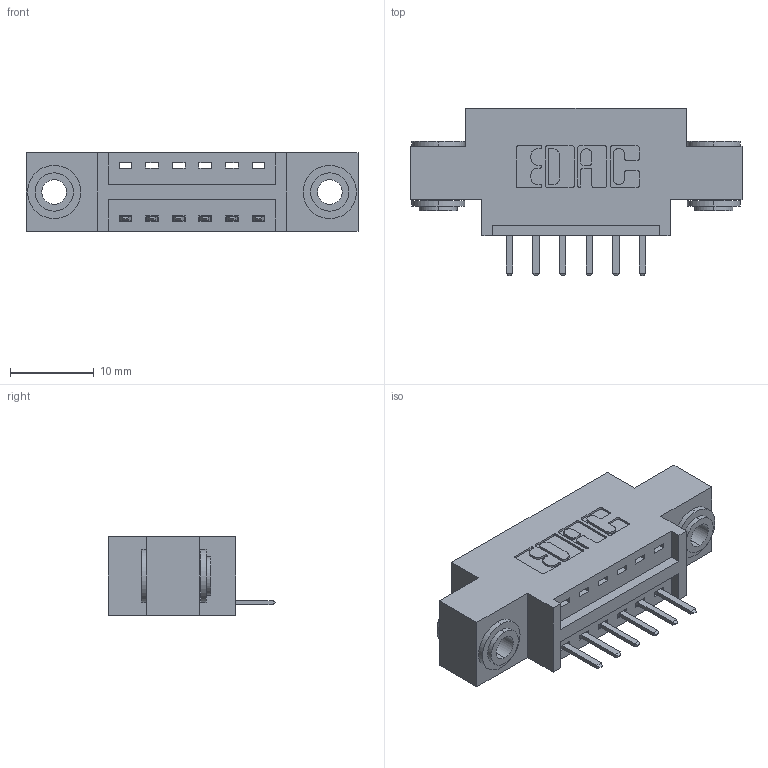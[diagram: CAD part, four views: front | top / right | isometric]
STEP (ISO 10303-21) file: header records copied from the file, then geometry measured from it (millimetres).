
FILE_DESCRIPTION (( 'STEP AP203' ), '1' );
FILE_NAME ('346-006-520-603.STEP', '2022-05-04T18:25:06', ( '' ), ( '' ), 'SwSTEP 2.0', 'SolidWorks 2020', '' );
FILE_SCHEMA (( 'CONFIG_CONTROL_DESIGN' ));
Length unit declared in the file: inch
Products named in the file (4): 345-292-001_345-293-120; 346 Part_0.170 Offset - 0.156 Dia-TH; 345-250-002_345-250-002-102; 346-006-520-603
Assembly tree (9 placements, depth 2):
  346-006-520-603
    346 Part_0.170 Offset - 0.156 Dia-TH
    345-292-001_345-293-120  x6
    345-250-002_345-250-002-102  x2
Bounding box: 39.62 x 20.02 x 9.4 mm (x, y, z)
Volume: 3374.3 mm3; surface area: 4183.1 mm2
Topology: 9 solids, 9 shells, 550 faces, 1557 edges, 1018 vertices
Faces by surface type: plane 356, cylinder 186, cone 8
Entity records: 9882 total; most frequent: CARTESIAN_POINT 1699, ORIENTED_EDGE 1618, DIRECTION 1559, EDGE_CURVE 809, LINE 625, VECTOR 625, VERTEX_POINT 534, AXIS2_PLACEMENT_3D 467
